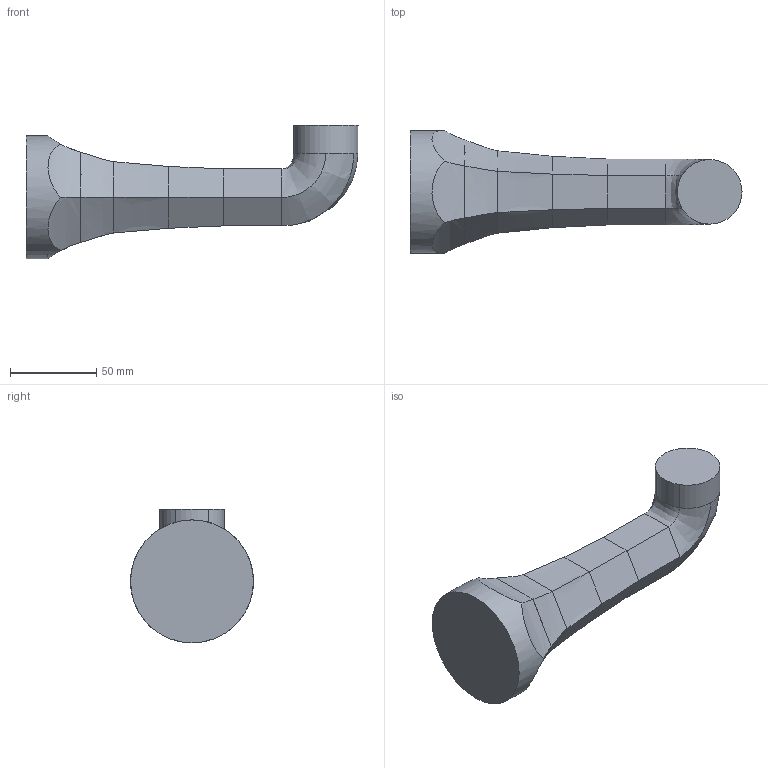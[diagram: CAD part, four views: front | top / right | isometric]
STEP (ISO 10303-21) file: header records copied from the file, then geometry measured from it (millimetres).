
FILE_DESCRIPTION((''),'2;1');
FILE_NAME('PRT0001','2021-01-25T15:35:58',('rsmith'),(''),'CREO PARAMETRIC BY PTC INC, 2018400','CREO PARAMETRIC BY PTC INC, 2018400','');
FILE_SCHEMA(('AUTOMOTIVE_DESIGN { 1 0 10303 214 1 1 1 1 }'));
Length unit declared in the file: inch
Products named in the file (1): PRT0001
Bounding box: 192.07 x 71.12 x 77.34 mm (x, y, z)
Volume: 307260.8 mm3; surface area: 33702.9 mm2
Topology: 1 solids, 1 shells, 49 faces, 111 edges, 64 vertices
Faces by surface type: bspline 25, cylinder 10, plane 8, extrusion 6
Entity records: 3404 total; most frequent: CARTESIAN_POINT 1979, ORIENTED_EDGE 222, COLOUR_RGB 146, EDGE_CURVE 111, DIRECTION 98, B_SPLINE_CURVE_WITH_KNOTS 68, VERTEX_POINT 64, PRESENTATION_STYLE_ASSIGNMENT 52
